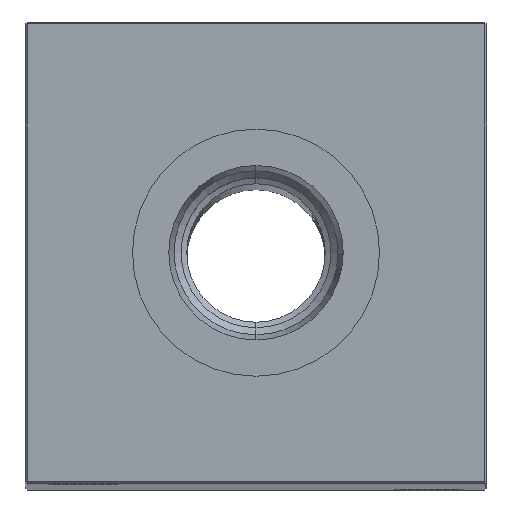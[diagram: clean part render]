
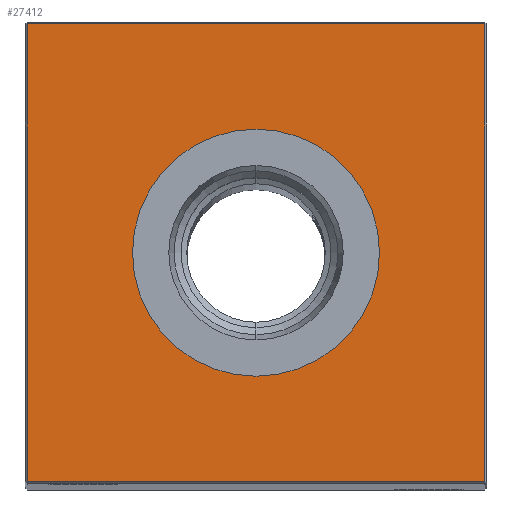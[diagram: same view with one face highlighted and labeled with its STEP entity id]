
A CAD part, top view. The second image highlights one B-rep face of the part: STEP entity #27412.
In plain terms, the highlighted planar face has unit normal (0, 0, 1).
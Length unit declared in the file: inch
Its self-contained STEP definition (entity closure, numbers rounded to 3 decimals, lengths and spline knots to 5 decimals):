
#391 = ORIENTED_EDGE ( 'NONE', *, *, #10922, .T. ) ;
#720 = CARTESIAN_POINT ( 'NONE',  ( 0., 0., 20.5 ) ) ;
#1032 = AXIS2_PLACEMENT_3D ( 'NONE', #720, #9356, #24792 ) ;
#1286 = CARTESIAN_POINT ( 'NONE',  ( 1.24, 1.24, 20.5 ) ) ;
#1322 = EDGE_CURVE ( 'NONE', #24373, #11228, #15920, .T. ) ;
#1890 = CARTESIAN_POINT ( 'NONE',  ( 1.24, 0., 20.5 ) ) ;
#2150 = VECTOR ( 'NONE', #18171, 39.37008 ) ;
#2763 = DIRECTION ( 'NONE',  ( 0., -1., 0. ) ) ;
#3552 = LINE ( 'NONE', #16294, #16718 ) ;
#3847 = CARTESIAN_POINT ( 'NONE',  ( 0., -0.66929, 20.5 ) ) ;
#3921 = VERTEX_POINT ( 'NONE', #1286 ) ;
#4401 = EDGE_LOOP ( 'NONE', ( #15197, #12832, #391, #24961 ) ) ;
#6584 = DIRECTION ( 'NONE',  ( 0., 0., -1. ) ) ;
#6731 = CARTESIAN_POINT ( 'NONE',  ( 0., 0., 20.5 ) ) ;
#8490 = CIRCLE ( 'NONE', #12106, 0.66929 ) ;
#9356 = DIRECTION ( 'NONE',  ( 0., 0., -1. ) ) ;
#9953 = EDGE_CURVE ( 'NONE', #20974, #23001, #20028, .T. ) ;
#9983 = EDGE_LOOP ( 'NONE', ( #17231, #25807 ) ) ;
#10800 = LINE ( 'NONE', #1890, #18064 ) ;
#10922 = EDGE_CURVE ( 'NONE', #25007, #3921, #10800, .T. ) ;
#10969 = LINE ( 'NONE', #26681, #2150 ) ;
#11085 = EDGE_CURVE ( 'NONE', #3921, #24373, #3552, .T. ) ;
#11228 = VERTEX_POINT ( 'NONE', #18978 ) ;
#12106 = AXIS2_PLACEMENT_3D ( 'NONE', #6731, #6584, #15233 ) ;
#12832 = ORIENTED_EDGE ( 'NONE', *, *, #22862, .T. ) ;
#13497 = FACE_OUTER_BOUND ( 'NONE', #4401, .T. ) ;
#13633 = DIRECTION ( 'NONE',  ( 0., 0., -1. ) ) ;
#14812 = CARTESIAN_POINT ( 'NONE',  ( 1.24, -1.24, 20.5 ) ) ;
#15053 = DIRECTION ( 'NONE',  ( 0., 1., 0. ) ) ;
#15197 = ORIENTED_EDGE ( 'NONE', *, *, #1322, .T. ) ;
#15233 = DIRECTION ( 'NONE',  ( -1., 0., 0. ) ) ;
#15370 = CARTESIAN_POINT ( 'NONE',  ( -1.24, 0., 20.5 ) ) ;
#15920 = LINE ( 'NONE', #15370, #27056 ) ;
#16294 = CARTESIAN_POINT ( 'NONE',  ( 0., 1.24, 20.5 ) ) ;
#16718 = VECTOR ( 'NONE', #22388, 39.37008 ) ;
#17231 = ORIENTED_EDGE ( 'NONE', *, *, #9953, .T. ) ;
#17454 = FACE_BOUND ( 'NONE', #9983, .T. ) ;
#17595 = PLANE ( 'NONE',  #19681 ) ;
#18064 = VECTOR ( 'NONE', #15053, 39.37008 ) ;
#18075 = CARTESIAN_POINT ( 'NONE',  ( -1.24, 1.24, 20.5 ) ) ;
#18171 = DIRECTION ( 'NONE',  ( 1., 0., 0. ) ) ;
#18978 = CARTESIAN_POINT ( 'NONE',  ( -1.24, -1.24, 20.5 ) ) ;
#19579 = DIRECTION ( 'NONE',  ( -1., 0., 0. ) ) ;
#19681 = AXIS2_PLACEMENT_3D ( 'NONE', #26252, #13633, #19579 ) ;
#20028 = CIRCLE ( 'NONE', #1032, 0.66929 ) ;
#20974 = VERTEX_POINT ( 'NONE', #22579 ) ;
#22388 = DIRECTION ( 'NONE',  ( -1., 0., 0. ) ) ;
#22579 = CARTESIAN_POINT ( 'NONE',  ( 0., 0.66929, 20.5 ) ) ;
#22862 = EDGE_CURVE ( 'NONE', #11228, #25007, #10969, .T. ) ;
#23001 = VERTEX_POINT ( 'NONE', #3847 ) ;
#23828 = EDGE_CURVE ( 'NONE', #23001, #20974, #8490, .T. ) ;
#24373 = VERTEX_POINT ( 'NONE', #18075 ) ;
#24792 = DIRECTION ( 'NONE',  ( -1., 0., 0. ) ) ;
#24961 = ORIENTED_EDGE ( 'NONE', *, *, #11085, .T. ) ;
#25007 = VERTEX_POINT ( 'NONE', #14812 ) ;
#25807 = ORIENTED_EDGE ( 'NONE', *, *, #23828, .T. ) ;
#26252 = CARTESIAN_POINT ( 'NONE',  ( 0., 0., 20.5 ) ) ;
#26681 = CARTESIAN_POINT ( 'NONE',  ( 0., -1.24, 20.5 ) ) ;
#27056 = VECTOR ( 'NONE', #2763, 39.37008 ) ;
#27412 = ADVANCED_FACE ( 'NONE', ( #13497, #17454 ), #17595, .F. ) ;
